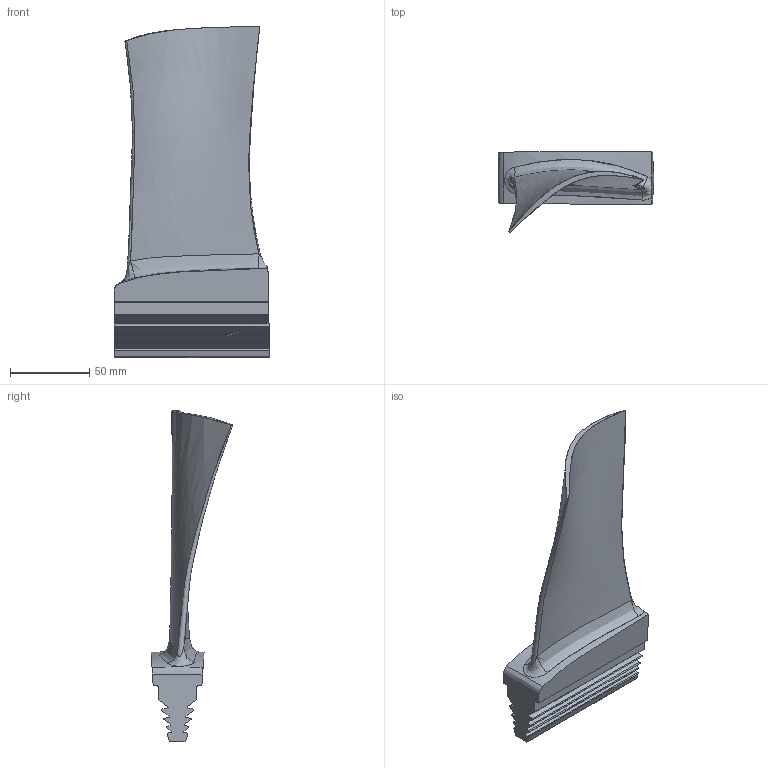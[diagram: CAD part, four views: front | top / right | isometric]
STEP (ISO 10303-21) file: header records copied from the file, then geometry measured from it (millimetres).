
FILE_DESCRIPTION(('FreeCAD Model'),'2;1');
FILE_NAME('Open CASCADE Shape Model','2025-04-27T04:14:57',('FreeCAD'),( 'FreeCAD'),'Open CASCADE STEP processor 7.6','FreeCAD','Unknown');
FILE_SCHEMA(('AUTOMOTIVE_DESIGN { 1 0 10303 214 1 1 1 1 }'));
Length unit declared in the file: millimetre
Products named in the file (1): Open CASCADE STEP translator 7.6 1
Bounding box: 98.2 x 51.78 x 209.39 mm (x, y, z)
Surface area: 46025.9 mm2 (no closed solid volume)
Topology: 0 solids, 60 shells, 60 faces, 343 edges, 341 vertices
Faces by surface type: bspline 60
Entity records: 12713 total; most frequent: CARTESIAN_POINT 11070, ORIENTED_EDGE 342, EDGE_CURVE 342, VERTEX_POINT 341, B_SPLINE_CURVE_WITH_KNOTS 274, SHELL_BASED_SURFACE_MODEL 60, OPEN_SHELL 60, ADVANCED_FACE 60
